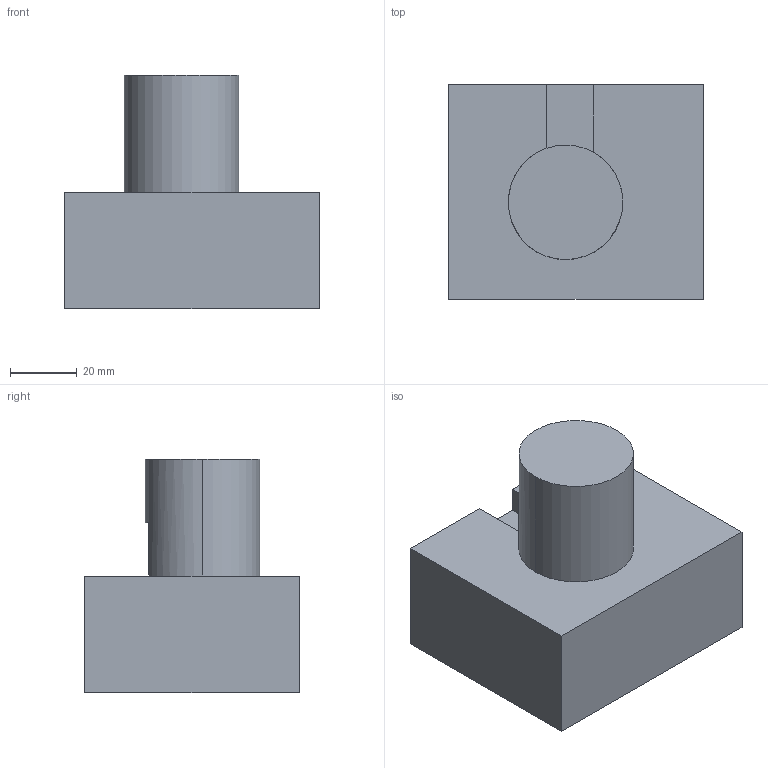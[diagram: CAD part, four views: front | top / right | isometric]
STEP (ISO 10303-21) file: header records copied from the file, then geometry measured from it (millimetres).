
FILE_DESCRIPTION (( 'STEP AP214' ), '1' );
FILE_NAME ('錨璃1.STEP', '2024-09-20T10:38:20', ( '' ), ( '' ), 'SwSTEP 2.0', 'SolidWorks 2018', '' );
FILE_SCHEMA (( 'AUTOMOTIVE_DESIGN' ));
Length unit declared in the file: millimetre
Products named in the file (1): 錨璃1
Bounding box: 76.41 x 64.33 x 70 mm (x, y, z)
Volume: 196935.5 mm3; surface area: 24929.7 mm2
Topology: 1 solids, 1 shells, 14 faces, 36 edges, 24 vertices
Faces by surface type: plane 12, cylinder 2
Entity records: 460 total; most frequent: CARTESIAN_POINT 75, ORIENTED_EDGE 72, DIRECTION 72, EDGE_CURVE 36, VECTOR 30, LINE 30, VERTEX_POINT 24, AXIS2_PLACEMENT_3D 21
